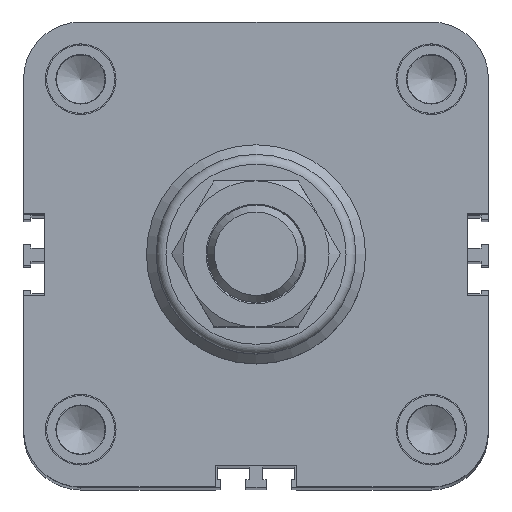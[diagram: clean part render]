
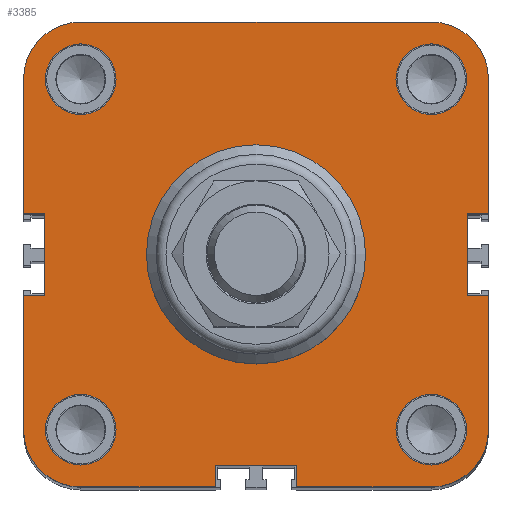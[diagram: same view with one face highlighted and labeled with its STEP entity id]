
A CAD part, top view. The second image highlights one B-rep face of the part: STEP entity #3385.
In plain terms, the highlighted planar face has unit normal (0, 0, 1).
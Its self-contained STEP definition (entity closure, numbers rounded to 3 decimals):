
#113=LINE('',#5037,#391);
#116=LINE('',#5162,#394);
#121=LINE('',#5176,#399);
#125=LINE('',#5185,#403);
#130=LINE('',#5200,#408);
#143=LINE('',#5237,#421);
#144=LINE('',#5240,#422);
#145=LINE('',#5242,#423);
#146=LINE('',#5243,#424);
#147=LINE('',#5245,#425);
#148=LINE('',#5246,#426);
#149=LINE('',#5247,#427);
#150=LINE('',#5249,#428);
#151=LINE('',#5251,#429);
#152=LINE('',#5253,#430);
#153=LINE('',#5254,#431);
#391=VECTOR('',#4012,1000.);
#394=VECTOR('',#4169,1000.);
#399=VECTOR('',#4182,1000.);
#403=VECTOR('',#4188,1000.);
#408=VECTOR('',#4201,1000.);
#421=VECTOR('',#4238,1000.);
#422=VECTOR('',#4239,1000.);
#423=VECTOR('',#4240,1000.);
#424=VECTOR('',#4241,1000.);
#425=VECTOR('',#4242,1000.);
#426=VECTOR('',#4243,1000.);
#427=VECTOR('',#4244,1000.);
#428=VECTOR('',#4245,1000.);
#429=VECTOR('',#4246,1000.);
#430=VECTOR('',#4247,1000.);
#431=VECTOR('',#4248,1000.);
#863=ORIENTED_EDGE('',*,*,#1646,.T.);
#864=ORIENTED_EDGE('',*,*,#1643,.T.);
#865=ORIENTED_EDGE('',*,*,#1640,.T.);
#866=ORIENTED_EDGE('',*,*,#1637,.T.);
#867=ORIENTED_EDGE('',*,*,#1627,.T.);
#868=ORIENTED_EDGE('',*,*,#1698,.T.);
#869=ORIENTED_EDGE('',*,*,#1699,.T.);
#870=ORIENTED_EDGE('',*,*,#1700,.T.);
#871=ORIENTED_EDGE('',*,*,#1669,.F.);
#872=ORIENTED_EDGE('',*,*,#1665,.F.);
#873=ORIENTED_EDGE('',*,*,#1662,.F.);
#874=ORIENTED_EDGE('',*,*,#1616,.F.);
#875=ORIENTED_EDGE('',*,*,#1701,.F.);
#876=ORIENTED_EDGE('',*,*,#1702,.T.);
#877=ORIENTED_EDGE('',*,*,#1620,.T.);
#878=ORIENTED_EDGE('',*,*,#1703,.T.);
#879=ORIENTED_EDGE('',*,*,#1673,.F.);
#880=ORIENTED_EDGE('',*,*,#1676,.F.);
#881=ORIENTED_EDGE('',*,*,#1704,.F.);
#882=ORIENTED_EDGE('',*,*,#1705,.T.);
#883=ORIENTED_EDGE('',*,*,#1706,.T.);
#884=ORIENTED_EDGE('',*,*,#1707,.T.);
#885=ORIENTED_EDGE('',*,*,#1680,.F.);
#886=ORIENTED_EDGE('',*,*,#1683,.F.);
#887=ORIENTED_EDGE('',*,*,#1708,.F.);
#1616=EDGE_CURVE('',#2059,#2060,#2391,.T.);
#1620=EDGE_CURVE('',#2064,#2063,#113,.T.);
#1627=EDGE_CURVE('',#2070,#2070,#2397,.T.);
#1637=EDGE_CURVE('',#2080,#2080,#2407,.T.);
#1640=EDGE_CURVE('',#2083,#2083,#2410,.T.);
#1643=EDGE_CURVE('',#2086,#2086,#2413,.T.);
#1646=EDGE_CURVE('',#2089,#2089,#2416,.T.);
#1662=EDGE_CURVE('',#2060,#2109,#116,.T.);
#1665=EDGE_CURVE('',#2109,#2111,#2432,.T.);
#1669=EDGE_CURVE('',#2111,#2112,#121,.T.);
#1673=EDGE_CURVE('',#2117,#2114,#125,.T.);
#1676=EDGE_CURVE('',#2119,#2117,#2434,.T.);
#1680=EDGE_CURVE('',#2123,#2120,#130,.T.);
#1683=EDGE_CURVE('',#2125,#2123,#2436,.T.);
#1698=EDGE_CURVE('',#2136,#2137,#143,.T.);
#1699=EDGE_CURVE('',#2137,#2138,#144,.T.);
#1700=EDGE_CURVE('',#2138,#2112,#145,.T.);
#1701=EDGE_CURVE('',#2139,#2059,#146,.T.);
#1702=EDGE_CURVE('',#2139,#2064,#147,.T.);
#1703=EDGE_CURVE('',#2063,#2114,#148,.T.);
#1704=EDGE_CURVE('',#2140,#2119,#149,.T.);
#1705=EDGE_CURVE('',#2140,#2141,#150,.T.);
#1706=EDGE_CURVE('',#2141,#2142,#151,.T.);
#1707=EDGE_CURVE('',#2142,#2120,#152,.T.);
#1708=EDGE_CURVE('',#2136,#2125,#153,.T.);
#2059=VERTEX_POINT('',#5027);
#2060=VERTEX_POINT('',#5029);
#2063=VERTEX_POINT('',#5036);
#2064=VERTEX_POINT('',#5038);
#2070=VERTEX_POINT('',#5055);
#2080=VERTEX_POINT('',#5082);
#2083=VERTEX_POINT('',#5091);
#2086=VERTEX_POINT('',#5100);
#2089=VERTEX_POINT('',#5109);
#2109=VERTEX_POINT('',#5163);
#2111=VERTEX_POINT('',#5169);
#2112=VERTEX_POINT('',#5173);
#2114=VERTEX_POINT('',#5179);
#2117=VERTEX_POINT('',#5184);
#2119=VERTEX_POINT('',#5190);
#2120=VERTEX_POINT('',#5194);
#2123=VERTEX_POINT('',#5199);
#2125=VERTEX_POINT('',#5205);
#2136=VERTEX_POINT('',#5238);
#2137=VERTEX_POINT('',#5239);
#2138=VERTEX_POINT('',#5241);
#2139=VERTEX_POINT('',#5244);
#2140=VERTEX_POINT('',#5248);
#2141=VERTEX_POINT('',#5250);
#2142=VERTEX_POINT('',#5252);
#2391=CIRCLE('',#3625,11.75);
#2397=CIRCLE('',#3636,22.5);
#2407=CIRCLE('',#3653,7.25);
#2410=CIRCLE('',#3659,7.25);
#2413=CIRCLE('',#3665,7.25);
#2416=CIRCLE('',#3671,7.25);
#2432=CIRCLE('',#3706,11.75);
#2434=CIRCLE('',#3711,11.75);
#2436=CIRCLE('',#3715,11.75);
#2618=EDGE_LOOP('',(#863));
#2619=EDGE_LOOP('',(#864));
#2620=EDGE_LOOP('',(#865));
#2621=EDGE_LOOP('',(#866));
#2622=EDGE_LOOP('',(#867));
#2623=EDGE_LOOP('',(#868,#869,#870,#871,#872,#873,#874,#875,#876,#877,#878,
#879,#880,#881,#882,#883,#884,#885,#886,#887));
#2952=FACE_BOUND('',#2618,.T.);
#2953=FACE_BOUND('',#2619,.T.);
#2954=FACE_BOUND('',#2620,.T.);
#2955=FACE_BOUND('',#2621,.T.);
#2956=FACE_BOUND('',#2622,.T.);
#2957=FACE_BOUND('',#2623,.T.);
#3216=PLANE('',#3724);
#3385=ADVANCED_FACE('',(#2952,#2953,#2954,#2955,#2956,#2957),#3216,.T.);
#3625=AXIS2_PLACEMENT_3D('',#5028,#4005,#4006);
#3636=AXIS2_PLACEMENT_3D('',#5054,#4032,#4033);
#3653=AXIS2_PLACEMENT_3D('',#5081,#4066,#4067);
#3659=AXIS2_PLACEMENT_3D('',#5090,#4078,#4079);
#3665=AXIS2_PLACEMENT_3D('',#5099,#4090,#4091);
#3671=AXIS2_PLACEMENT_3D('',#5108,#4102,#4103);
#3706=AXIS2_PLACEMENT_3D('',#5168,#4175,#4176);
#3711=AXIS2_PLACEMENT_3D('',#5191,#4194,#4195);
#3715=AXIS2_PLACEMENT_3D('',#5206,#4207,#4208);
#3724=AXIS2_PLACEMENT_3D('',#5236,#4236,#4237);
#4005=DIRECTION('',(0.,0.,-1.));
#4006=DIRECTION('',(0.,1.,0.));
#4012=DIRECTION('',(0.,-1.,0.));
#4032=DIRECTION('',(0.,0.,-1.));
#4033=DIRECTION('',(-1.,0.,0.));
#4066=DIRECTION('',(0.,0.,-1.));
#4067=DIRECTION('',(-1.,0.,0.));
#4078=DIRECTION('',(0.,0.,-1.));
#4079=DIRECTION('',(-1.,0.,0.));
#4090=DIRECTION('',(0.,0.,-1.));
#4091=DIRECTION('',(-1.,0.,0.));
#4102=DIRECTION('',(0.,0.,-1.));
#4103=DIRECTION('',(-1.,0.,0.));
#4169=DIRECTION('',(1.,0.,0.));
#4175=DIRECTION('',(0.,0.,-1.));
#4176=DIRECTION('',(1.,0.,0.));
#4182=DIRECTION('',(0.,-1.,0.));
#4188=DIRECTION('',(0.,1.,0.));
#4194=DIRECTION('',(0.,0.,-1.));
#4195=DIRECTION('',(-1.,0.,0.));
#4201=DIRECTION('',(-1.,0.,0.));
#4207=DIRECTION('',(0.,0.,-1.));
#4208=DIRECTION('',(0.,-1.,0.));
#4236=DIRECTION('',(0.,0.,1.));
#4237=DIRECTION('',(1.,0.,0.));
#4238=DIRECTION('',(-1.,0.,0.));
#4239=DIRECTION('',(0.,1.,0.));
#4240=DIRECTION('',(1.,0.,0.));
#4241=DIRECTION('',(0.,1.,0.));
#4242=DIRECTION('',(1.,0.,0.));
#4243=DIRECTION('',(-1.,0.,0.));
#4244=DIRECTION('',(-1.,0.,0.));
#4245=DIRECTION('',(0.,1.,0.));
#4246=DIRECTION('',(1.,0.,0.));
#4247=DIRECTION('',(0.,-1.,0.));
#4248=DIRECTION('',(0.,-1.,0.));
#5027=CARTESIAN_POINT('',(-47.75,36.,64.));
#5028=CARTESIAN_POINT('',(-36.,36.,64.));
#5029=CARTESIAN_POINT('',(-36.,47.75,64.));
#5036=CARTESIAN_POINT('',(-43.375,-8.35,64.));
#5037=CARTESIAN_POINT('',(-43.375,8.35,64.));
#5038=CARTESIAN_POINT('',(-43.375,8.35,64.));
#5054=CARTESIAN_POINT('',(0.,0.,64.));
#5055=CARTESIAN_POINT('',(-22.5,0.,64.));
#5081=CARTESIAN_POINT('',(36.,-36.,64.));
#5082=CARTESIAN_POINT('',(28.75,-36.,64.));
#5090=CARTESIAN_POINT('',(36.,36.,64.));
#5091=CARTESIAN_POINT('',(28.75,36.,64.));
#5099=CARTESIAN_POINT('',(-36.,36.,64.));
#5100=CARTESIAN_POINT('',(-43.25,36.,64.));
#5108=CARTESIAN_POINT('',(-36.,-36.,64.));
#5109=CARTESIAN_POINT('',(-43.25,-36.,64.));
#5162=CARTESIAN_POINT('',(-36.,47.75,64.));
#5163=CARTESIAN_POINT('',(36.,47.75,64.));
#5168=CARTESIAN_POINT('',(36.,36.,64.));
#5169=CARTESIAN_POINT('',(47.75,36.,64.));
#5173=CARTESIAN_POINT('',(47.75,8.35,64.));
#5176=CARTESIAN_POINT('',(47.75,36.,64.));
#5179=CARTESIAN_POINT('',(-47.75,-8.35,64.));
#5184=CARTESIAN_POINT('',(-47.75,-36.,64.));
#5185=CARTESIAN_POINT('',(-47.75,-36.,64.));
#5190=CARTESIAN_POINT('',(-36.,-47.75,64.));
#5191=CARTESIAN_POINT('',(-36.,-36.,64.));
#5194=CARTESIAN_POINT('',(8.35,-47.75,64.));
#5199=CARTESIAN_POINT('',(36.,-47.75,64.));
#5200=CARTESIAN_POINT('',(36.,-47.75,64.));
#5205=CARTESIAN_POINT('',(47.75,-36.,64.));
#5206=CARTESIAN_POINT('',(36.,-36.,64.));
#5236=CARTESIAN_POINT('',(-45.795,0.,64.));
#5237=CARTESIAN_POINT('',(47.75,-8.35,64.));
#5238=CARTESIAN_POINT('',(47.75,-8.35,64.));
#5239=CARTESIAN_POINT('',(43.375,-8.35,64.));
#5240=CARTESIAN_POINT('',(43.375,-8.35,64.));
#5241=CARTESIAN_POINT('',(43.375,8.35,64.));
#5242=CARTESIAN_POINT('',(43.375,8.35,64.));
#5243=CARTESIAN_POINT('',(-47.75,8.35,64.));
#5244=CARTESIAN_POINT('',(-47.75,8.35,64.));
#5245=CARTESIAN_POINT('',(-47.75,8.35,64.));
#5246=CARTESIAN_POINT('',(-43.375,-8.35,64.));
#5247=CARTESIAN_POINT('',(-8.35,-47.75,64.));
#5248=CARTESIAN_POINT('',(-8.35,-47.75,64.));
#5249=CARTESIAN_POINT('',(-8.35,-47.75,64.));
#5250=CARTESIAN_POINT('',(-8.35,-43.375,64.));
#5251=CARTESIAN_POINT('',(-8.35,-43.375,64.));
#5252=CARTESIAN_POINT('',(8.35,-43.375,64.));
#5253=CARTESIAN_POINT('',(8.35,-43.375,64.));
#5254=CARTESIAN_POINT('',(47.75,-8.35,64.));
